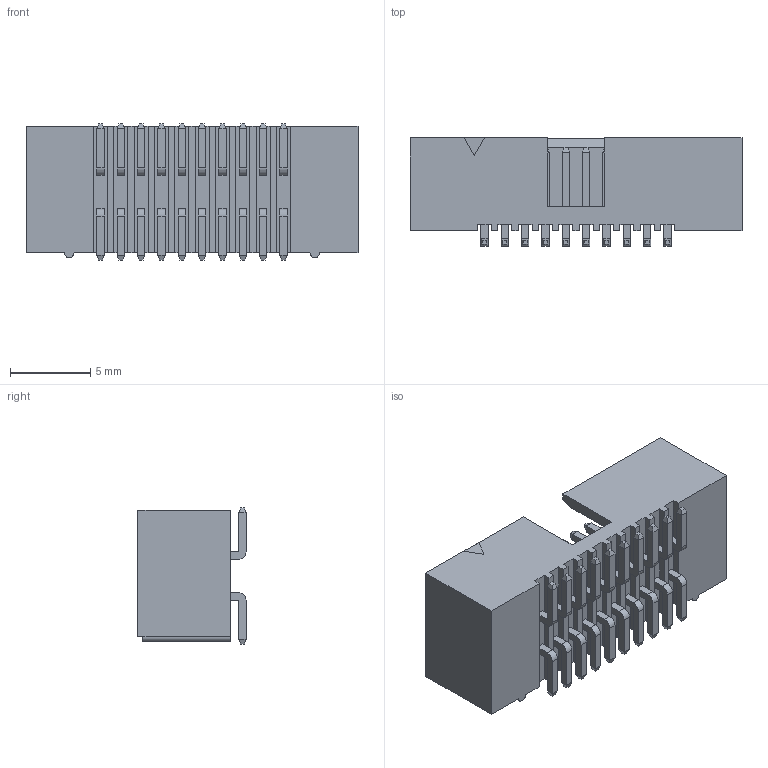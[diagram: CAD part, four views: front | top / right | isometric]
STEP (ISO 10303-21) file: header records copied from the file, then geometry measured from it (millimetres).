
FILE_DESCRIPTION (( 'STEP AP214' ), '1' );
FILE_NAME ('G845BM020210GEU.STEP', '2022-05-31T05:18:53', ( '' ), ( '' ), 'SwSTEP 2.0', 'SolidWorks 2017', '' );
FILE_SCHEMA (( 'AUTOMOTIVE_DESIGN' ));
Length unit declared in the file: millimetre
Products named in the file (1): G845BM020210GEU
Bounding box: 20.72 x 6.75 x 8.5 mm (x, y, z)
Volume: 400.4 mm3; surface area: 1200.3 mm2
Topology: 42 solids, 42 shells, 534 faces, 1183 edges, 734 vertices
Faces by surface type: plane 510, cylinder 24
Entity records: 19761 total; most frequent: CARTESIAN_POINT 2452, ORIENTED_EDGE 2366, DIRECTION 2301, EDGE_CURVE 1183, VECTOR 1135, LINE 1135, VERTEX_POINT 734, AXIS2_PLACEMENT_3D 583
